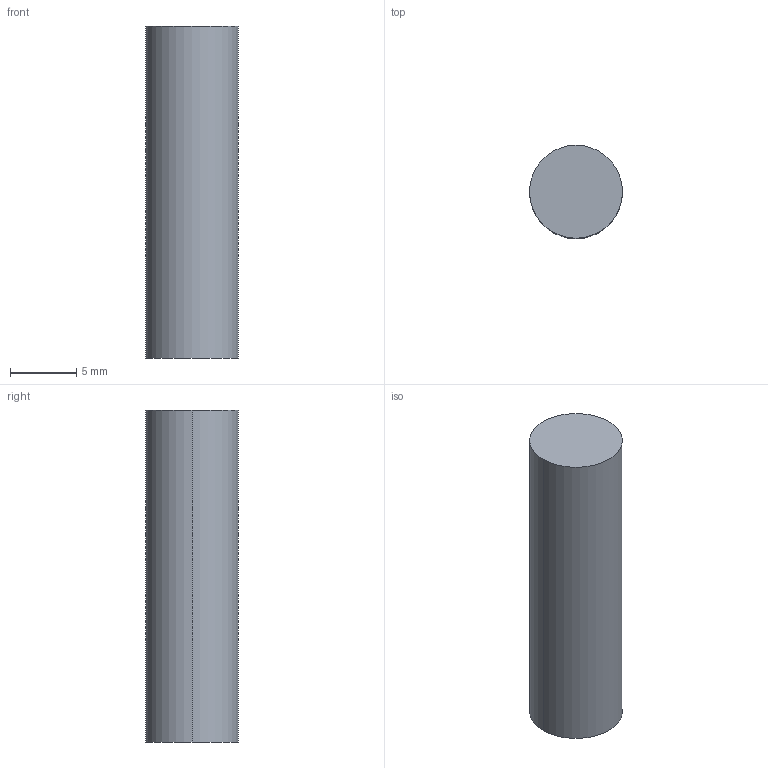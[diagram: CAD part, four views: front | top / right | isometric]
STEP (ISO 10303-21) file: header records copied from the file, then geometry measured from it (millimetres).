
FILE_DESCRIPTION(('Creo Elements/Direct Modeling STEP Export'),'2;1');
FILE_NAME('model.stp','2020-11-02T 8:04:11',(''),(''),'Creo Elements/Direct Modeling STEP processor for AP214 (Solid Model)','Creo Elements/Direct Modeling 20.1A 29-Sep-2018 (C) Parametric Technology GmbH','');
FILE_SCHEMA(('AUTOMOTIVE_DESIGN { 1 0 10303 214 1 1 1 1 }'));
Length unit declared in the file: millimetre
Products named in the file (2): VC-KV-VB_7
Assembly tree (1 placements, depth 2):
  VC-KV-VB_7
    VC-KV-VB_7
Bounding box: 7 x 7 x 25 mm (x, y, z)
Volume: 962.1 mm3; surface area: 626.7 mm2
Topology: 1 solids, 1 shells, 4 faces, 6 edges, 4 vertices
Faces by surface type: cylinder 2, plane 2
Entity records: 161 total; most frequent: DIRECTION 18, CARTESIAN_POINT 14, ORIENTED_EDGE 12, AXIS2_PLACEMENT_3D 8, EDGE_CURVE 6, DIMENSIONAL_EXPONENTS 6, COLOUR_RGB 5, FILL_AREA_STYLE_COLOUR 5
